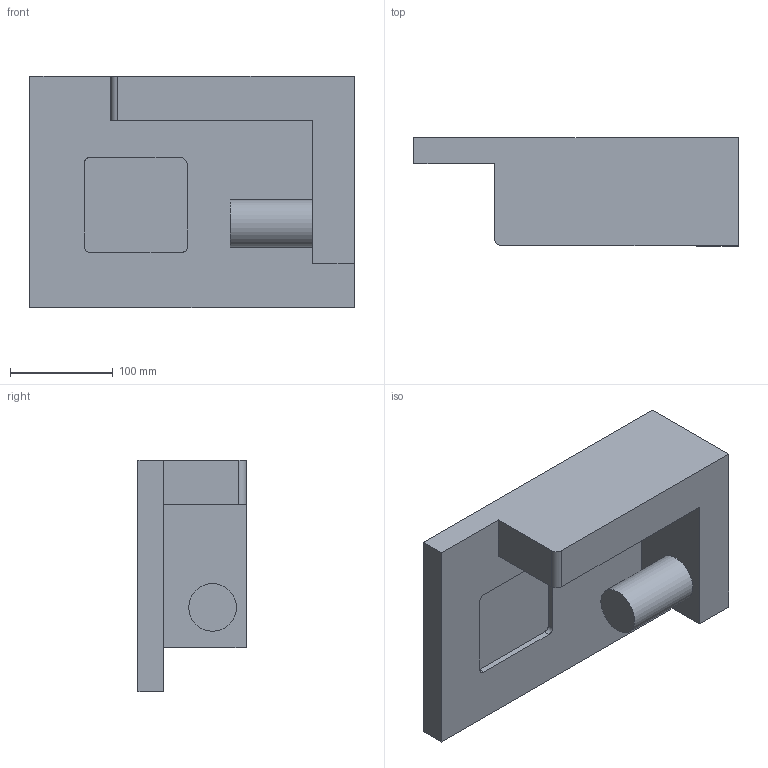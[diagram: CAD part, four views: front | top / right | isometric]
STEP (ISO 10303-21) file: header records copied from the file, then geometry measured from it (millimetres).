
FILE_DESCRIPTION(/* description */ (''),/* implementation_level */ '2;1');
FILE_NAME(/* name */ 'nominal_names.stp',/* time_stamp */ '2018-03-27T09:46:44+02:00',/* author */ (''),/* organization */ (''),/* preprocessor_version */ 'ST-DEVELOPER v15',/* originating_system */ 'SIEMENS PLM Software NX 9.0',/* authorisation */ '');
FILE_SCHEMA (('CONFIG_CONTROL_DESIGN'));
Length unit declared in the file: millimetre
Products named in the file (1): change_1_prt
Bounding box: 315 x 105 x 225 mm (x, y, z)
Volume: 3111263.4 mm3; surface area: 249440.8 mm2
Topology: 1 solids, 1 shells, 23 faces, 57 edges, 38 vertices
Faces by surface type: plane 17, cylinder 6
Full cylindrical faces by diameter (mm): 46.257 x1
Entity records: 762 total; most frequent: CARTESIAN_POINT 118, DIRECTION 116, ORIENTED_EDGE 112, EDGE_CURVE 56, LINE 44, VECTOR 44, VERTEX_POINT 38, AXIS2_PLACEMENT_3D 36
